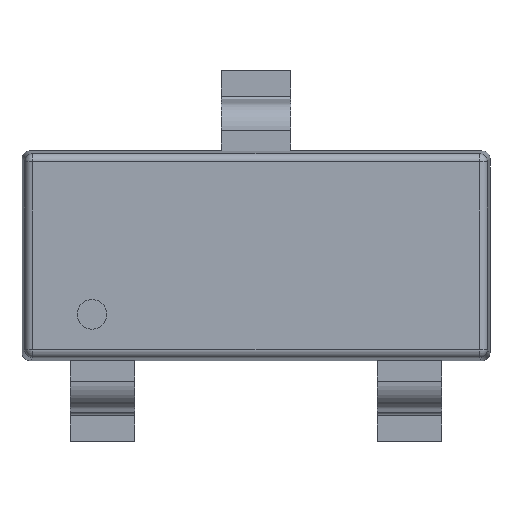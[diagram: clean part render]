
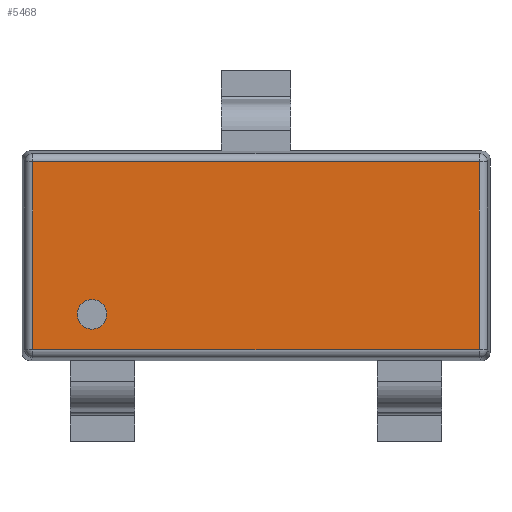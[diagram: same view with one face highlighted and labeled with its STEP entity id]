
A CAD part, top view. The second image highlights one B-rep face of the part: STEP entity #5468.
In plain terms, the highlighted planar face has unit normal (0, 0, 1).
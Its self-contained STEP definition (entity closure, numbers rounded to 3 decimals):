
#157 = EDGE_CURVE ( 'NONE', #1444, #3510, #564, .T. ) ;
#328 = CARTESIAN_POINT ( 'NONE',  ( -1.382, -0.582, 0.3 ) ) ;
#552 = EDGE_CURVE ( 'NONE', #2280, #3839, #4958, .T. ) ;
#564 = LINE ( 'NONE', #2393, #4742 ) ;
#618 = LINE ( 'NONE', #5541, #6499 ) ;
#941 = VERTEX_POINT ( 'NONE', #5589 ) ;
#1325 = EDGE_CURVE ( 'NONE', #3839, #1444, #2692, .T. ) ;
#1427 = EDGE_CURVE ( 'NONE', #1454, #941, #4413, .T. ) ;
#1444 = VERTEX_POINT ( 'NONE', #5301 ) ;
#1454 = VERTEX_POINT ( 'NONE', #4301 ) ;
#1463 = AXIS2_PLACEMENT_3D ( 'NONE', #1792, #2316, #5987 ) ;
#1792 = CARTESIAN_POINT ( 'NONE',  ( 0., 0., 0.3 ) ) ;
#1887 = EDGE_LOOP ( 'NONE', ( #6774, #2935 ) ) ;
#1904 = FACE_BOUND ( 'NONE', #1887, .T. ) ;
#1937 = DIRECTION ( 'NONE',  ( 0., 1., 0. ) ) ;
#1985 = ORIENTED_EDGE ( 'NONE', *, *, #6248, .T. ) ;
#2200 = CARTESIAN_POINT ( 'NONE',  ( -1.016, -0.363, 0.3 ) ) ;
#2280 = VERTEX_POINT ( 'NONE', #328 ) ;
#2316 = DIRECTION ( 'NONE',  ( 0., 0., 1. ) ) ;
#2393 = CARTESIAN_POINT ( 'NONE',  ( -1.429, 0.582, 0.3 ) ) ;
#2404 = ORIENTED_EDGE ( 'NONE', *, *, #1325, .T. ) ;
#2424 = DIRECTION ( 'NONE',  ( 0., -1., 0. ) ) ;
#2456 = CARTESIAN_POINT ( 'NONE',  ( 1.429, -0.582, 0.3 ) ) ;
#2692 = LINE ( 'NONE', #3570, #4444 ) ;
#2742 = DIRECTION ( 'NONE',  ( 1., 0., 0. ) ) ;
#2935 = ORIENTED_EDGE ( 'NONE', *, *, #1427, .F. ) ;
#2986 = DIRECTION ( 'NONE',  ( 0., 0., 1. ) ) ;
#3206 = AXIS2_PLACEMENT_3D ( 'NONE', #6124, #2986, #4055 ) ;
#3510 = VERTEX_POINT ( 'NONE', #4156 ) ;
#3570 = CARTESIAN_POINT ( 'NONE',  ( 1.382, 0.629, 0.3 ) ) ;
#3813 = FACE_OUTER_BOUND ( 'NONE', #4574, .T. ) ;
#3839 = VERTEX_POINT ( 'NONE', #6473 ) ;
#4055 = DIRECTION ( 'NONE',  ( 1., 0., 0. ) ) ;
#4156 = CARTESIAN_POINT ( 'NONE',  ( -1.382, 0.582, 0.3 ) ) ;
#4301 = CARTESIAN_POINT ( 'NONE',  ( -1.108, -0.363, 0.3 ) ) ;
#4380 = EDGE_CURVE ( 'NONE', #941, #1454, #4512, .T. ) ;
#4413 = CIRCLE ( 'NONE', #6770, 0.092 ) ;
#4444 = VECTOR ( 'NONE', #1937, 1000. ) ;
#4499 = DIRECTION ( 'NONE',  ( 1., 0., 0. ) ) ;
#4512 = CIRCLE ( 'NONE', #3206, 0.092 ) ;
#4574 = EDGE_LOOP ( 'NONE', ( #4908, #2404, #6038, #1985 ) ) ;
#4742 = VECTOR ( 'NONE', #5168, 1000. ) ;
#4802 = DIRECTION ( 'NONE',  ( 0., 0., 1. ) ) ;
#4908 = ORIENTED_EDGE ( 'NONE', *, *, #552, .T. ) ;
#4958 = LINE ( 'NONE', #2456, #6181 ) ;
#5168 = DIRECTION ( 'NONE',  ( -1., 0., 0. ) ) ;
#5301 = CARTESIAN_POINT ( 'NONE',  ( 1.382, 0.582, 0.3 ) ) ;
#5457 = PLANE ( 'NONE',  #1463 ) ;
#5468 = ADVANCED_FACE ( 'NONE', ( #3813, #1904 ), #5457, .T. ) ;
#5541 = CARTESIAN_POINT ( 'NONE',  ( -1.382, -0.629, 0.3 ) ) ;
#5589 = CARTESIAN_POINT ( 'NONE',  ( -0.925, -0.363, 0.3 ) ) ;
#5987 = DIRECTION ( 'NONE',  ( 1., 0., 0. ) ) ;
#6038 = ORIENTED_EDGE ( 'NONE', *, *, #157, .T. ) ;
#6124 = CARTESIAN_POINT ( 'NONE',  ( -1.016, -0.363, 0.3 ) ) ;
#6181 = VECTOR ( 'NONE', #4499, 1000. ) ;
#6248 = EDGE_CURVE ( 'NONE', #3510, #2280, #618, .T. ) ;
#6473 = CARTESIAN_POINT ( 'NONE',  ( 1.382, -0.582, 0.3 ) ) ;
#6499 = VECTOR ( 'NONE', #2424, 1000. ) ;
#6770 = AXIS2_PLACEMENT_3D ( 'NONE', #2200, #4802, #2742 ) ;
#6774 = ORIENTED_EDGE ( 'NONE', *, *, #4380, .F. ) ;
